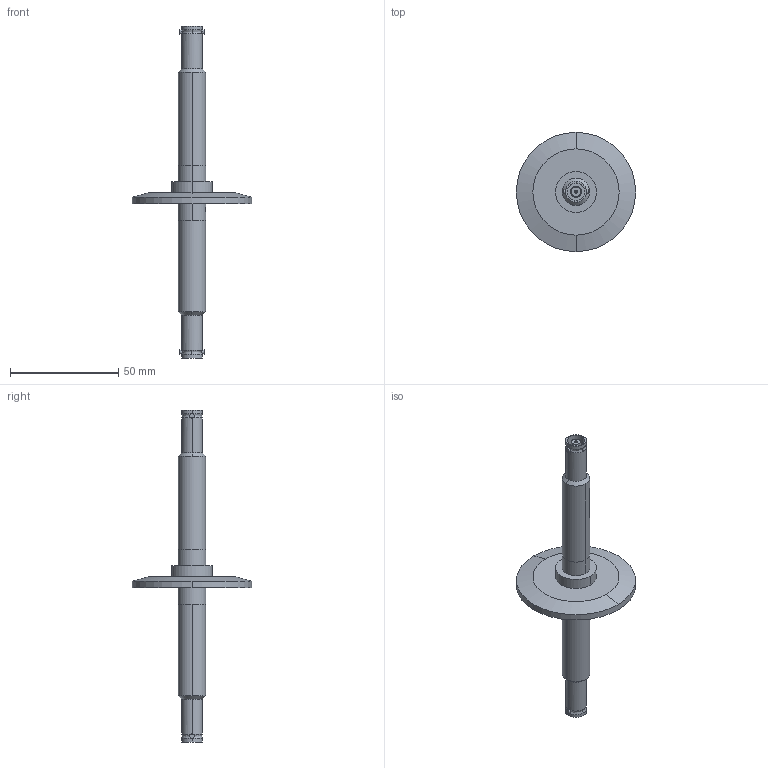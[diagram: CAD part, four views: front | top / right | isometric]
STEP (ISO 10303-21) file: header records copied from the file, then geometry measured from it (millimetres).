
FILE_DESCRIPTION (( 'STEP AP203' ), '1' );
FILE_NAME ('A8273-2-QF.STEP', '2012-07-23T12:16:27', ( '' ), ( '' ), 'SwSTEP 2.0', 'SolidWorks 2012', '' );
FILE_SCHEMA (( 'CONFIG_CONTROL_DESIGN' ));
Length unit declared in the file: inch
Products named in the file (1): A8273-2-QF
Bounding box: 54.99 x 54.99 x 153.16 mm (x, y, z)
Volume: 18891 mm3; surface area: 18825.8 mm2
Topology: 1 solids, 2 shells, 141 faces, 334 edges, 220 vertices
Faces by surface type: cylinder 74, plane 31, bspline 22, cone 14
Entity records: 4731 total; most frequent: CARTESIAN_POINT 1310, DIRECTION 764, ORIENTED_EDGE 668, AXIS2_PLACEMENT_3D 338, EDGE_CURVE 334, VERTEX_POINT 220, CIRCLE 218, EDGE_LOOP 168
